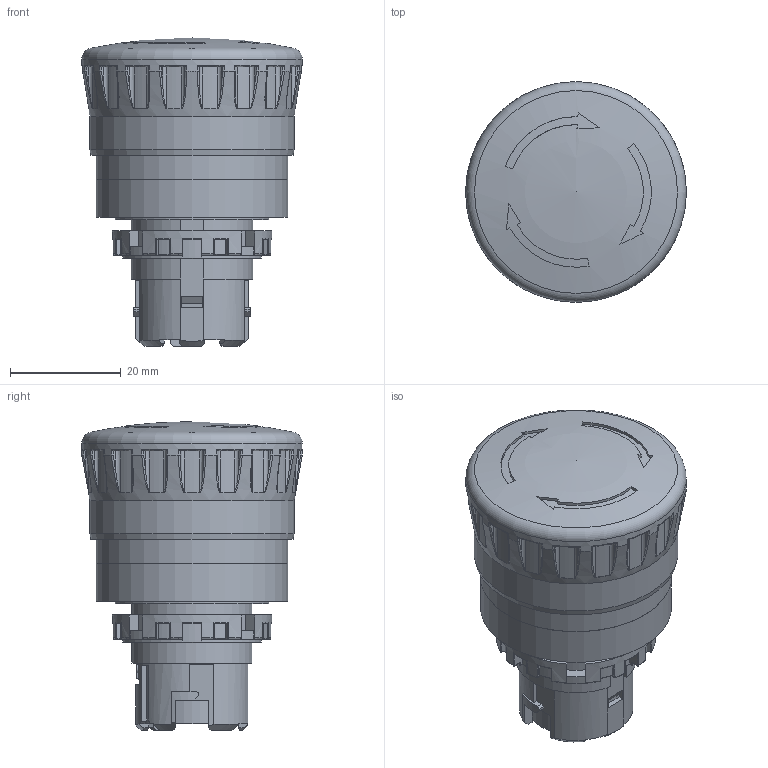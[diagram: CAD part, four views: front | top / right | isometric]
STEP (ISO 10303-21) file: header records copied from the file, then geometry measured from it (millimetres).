
FILE_DESCRIPTION( ( 'Unknown' ), '1' );
FILE_NAME( 'A20B-V4ER-Solid3D-20180706.stp', 'Unknown', ( 'Unknown' ), ( 'Unknown' ), 'XStep 1.0', 'Unknown', ' ' );
FILE_SCHEMA( ( 'automotive_design' ) );
Length unit declared in the file: millimetre
Products named in the file (1): 4
Bounding box: 39.9 x 39.9 x 55.9 mm (x, y, z)
Volume: 42250.7 mm3; surface area: 8440.4 mm2
Topology: 1 solids, 1 shells, 654 faces, 1740 edges, 1094 vertices
Faces by surface type: cylinder 252, plane 231, torus 81, bspline 60, sphere 12, extrusion 10, cone 8
Full cylindrical faces by diameter (mm): 27.8 x1, 34.6 x1, 34.7 x1, 37 x1, 39.9 x1
Entity records: 29431 total; most frequent: CARTESIAN_POINT 8786, ORIENTED_EDGE 3426, DIRECTION 3025, EDGE_CURVE 1713, AXIS2_PLACEMENT_3D 1172, VERTEX_POINT 1085, VECTOR 681, EDGE_LOOP 678
